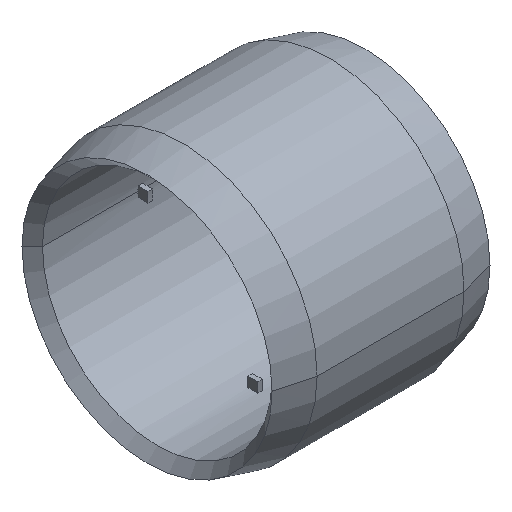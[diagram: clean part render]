
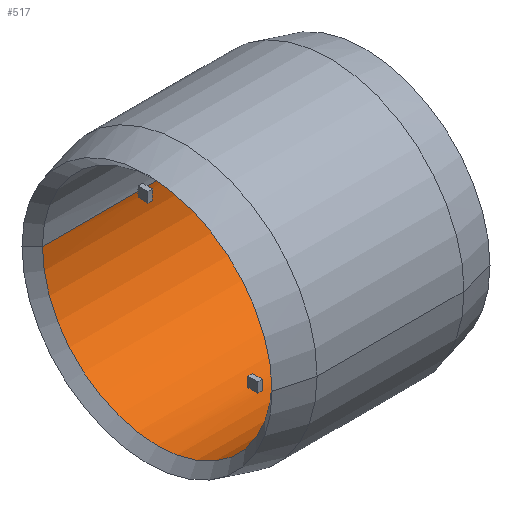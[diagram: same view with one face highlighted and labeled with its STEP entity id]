
A CAD part, isometric view. The second image highlights one B-rep face of the part: STEP entity #517.
In plain terms, the highlighted cylindrical face has radius 125 mm (diameter 250 mm), a partial arc.
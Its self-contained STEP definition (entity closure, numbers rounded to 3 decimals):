
#415 = VERTEX_POINT( '', #1117 );
#417 = EDGE_CURVE( '', #915, #705, #1119, .T. );
#455 = VERTEX_POINT( '', #1160 );
#481 = EDGE_CURVE( '', #493, #789, #1191, .T. );
#493 = VERTEX_POINT( '', #1204 );
#517 = ADVANCED_FACE( '', ( #1231, #1232 ), #1233, .F. );
#565 = EDGE_CURVE( '', #1007, #593, #1285, .T. );
#587 = VERTEX_POINT( '', #1310 );
#589 = EDGE_CURVE( '', #1007, #985, #1312, .T. );
#593 = VERTEX_POINT( '', #1316 );
#605 = VERTEX_POINT( '', #1328 );
#625 = EDGE_CURVE( '', #705, #593, #1353, .T. );
#637 = EDGE_CURVE( '', #455, #915, #1365, .T. );
#651 = VERTEX_POINT( '', #1379 );
#675 = EDGE_CURVE( '', #691, #493, #1405, .T. );
#685 = EDGE_CURVE( '', #605, #651, #1416, .T. );
#691 = VERTEX_POINT( '', #1423 );
#705 = VERTEX_POINT( '', #1437 );
#781 = EDGE_CURVE( '', #415, #985, #1525, .T. );
#787 = EDGE_CURVE( '', #919, #885, #1532, .T. );
#789 = VERTEX_POINT( '', #1534 );
#791 = EDGE_CURVE( '', #789, #1009, #1536, .T. );
#801 = EDGE_CURVE( '', #587, #605, #1547, .T. );
#885 = VERTEX_POINT( '', #1641 );
#909 = EDGE_CURVE( '', #415, #919, #1670, .T. );
#915 = VERTEX_POINT( '', #1677 );
#919 = VERTEX_POINT( '', #1681 );
#949 = EDGE_CURVE( '', #455, #587, #1714, .T. );
#985 = VERTEX_POINT( '', #1752 );
#987 = EDGE_CURVE( '', #885, #651, #1754, .T. );
#1007 = VERTEX_POINT( '', #1778 );
#1009 = VERTEX_POINT( '', #1780 );
#1031 = EDGE_CURVE( '', #1009, #691, #1803, .T. );
#1117 = CARTESIAN_POINT( '', ( -5., -125., 0. ) );
#1119 = LINE( '', #1898, #1899 );
#1160 = CARTESIAN_POINT( '', ( 0., 125., 0. ) );
#1191 = CIRCLE( '', #2028, 125. );
#1204 = CARTESIAN_POINT( '', ( -5., -5.375, -124.884 ) );
#1231 = FACE_OUTER_BOUND( '', #2097, .T. );
#1232 = FACE_BOUND( '', #2098, .T. );
#1233 = CYLINDRICAL_SURFACE( '', #2099, 125. );
#1285 = LINE( '', #2172, #2173 );
#1310 = CARTESIAN_POINT( '', ( 106., 125., 0. ) );
#1312 = CIRCLE( '', #2209, 125. );
#1316 = CARTESIAN_POINT( '', ( -5., 125., 0. ) );
#1328 = CARTESIAN_POINT( '', ( 106., -125., 0. ) );
#1353 = CIRCLE( '', #2331, 125. );
#1365 = CIRCLE( '', #2351, 125. );
#1379 = CARTESIAN_POINT( '', ( 0., -125., 0. ) );
#1405 = LINE( '', #2439, #2440 );
#1416 = LINE( '', #2455, #2456 );
#1423 = CARTESIAN_POINT( '', ( 0., -5.375, -124.884 ) );
#1437 = CARTESIAN_POINT( '', ( -5., 124.884, -5.375 ) );
#1525 = LINE( '', #2679, #2680 );
#1532 = LINE( '', #2690, #2691 );
#1534 = CARTESIAN_POINT( '', ( -5., 5.375, -124.884 ) );
#1536 = LINE( '', #2696, #2697 );
#1547 = CIRCLE( '', #2712, 125. );
#1641 = CARTESIAN_POINT( '', ( 0., -124.884, -5.375 ) );
#1670 = CIRCLE( '', #2899, 125. );
#1677 = CARTESIAN_POINT( '', ( 0., 124.884, -5.375 ) );
#1681 = CARTESIAN_POINT( '', ( -5., -124.884, -5.375 ) );
#1714 = LINE( '', #3013, #3014 );
#1752 = CARTESIAN_POINT( '', ( -109., -125., 0. ) );
#1754 = CIRCLE( '', #3156, 125. );
#1778 = CARTESIAN_POINT( '', ( -109., 125., 0. ) );
#1780 = CARTESIAN_POINT( '', ( 0., 5.375, -124.884 ) );
#1803 = CIRCLE( '', #3219, 125. );
#1898 = CARTESIAN_POINT( '', ( -2.5, 124.884, -5.375 ) );
#1899 = VECTOR( '', #3312, 1. );
#2028 = AXIS2_PLACEMENT_3D( '', #3405, #3406, #3407 );
#2097 = EDGE_LOOP( '', ( #3455, #3456, #3457, #3458, #3459, #3460, #3461, #3462, #3463, #3464, #3465, #3466 ) );
#2098 = EDGE_LOOP( '', ( #3467, #3468, #3469, #3470 ) );
#2099 = AXIS2_PLACEMENT_3D( '', #3471, #3472, #3473 );
#2172 = CARTESIAN_POINT( '', ( -1.5, 125., 0. ) );
#2173 = VECTOR( '', #3529, 1. );
#2209 = AXIS2_PLACEMENT_3D( '', #3555, #3556, #3557 );
#2331 = AXIS2_PLACEMENT_3D( '', #3597, #3598, #3599 );
#2351 = AXIS2_PLACEMENT_3D( '', #3606, #3607, #3608 );
#2439 = CARTESIAN_POINT( '', ( -2.5, -5.375, -124.884 ) );
#2440 = VECTOR( '', #3645, 1. );
#2455 = CARTESIAN_POINT( '', ( -1.5, -125., 0. ) );
#2456 = VECTOR( '', #3658, 1. );
#2679 = CARTESIAN_POINT( '', ( -1.5, -125., 0. ) );
#2680 = VECTOR( '', #3806, 1. );
#2690 = CARTESIAN_POINT( '', ( -2.5, -124.884, -5.375 ) );
#2691 = VECTOR( '', #3817, 1. );
#2696 = CARTESIAN_POINT( '', ( -2.5, 5.375, -124.884 ) );
#2697 = VECTOR( '', #3818, 1. );
#2712 = AXIS2_PLACEMENT_3D( '', #3831, #3832, #3833 );
#2899 = AXIS2_PLACEMENT_3D( '', #3990, #3991, #3992 );
#3013 = CARTESIAN_POINT( '', ( -1.5, 125., 0. ) );
#3014 = VECTOR( '', #4042, 1. );
#3156 = AXIS2_PLACEMENT_3D( '', #4071, #4072, #4073 );
#3219 = AXIS2_PLACEMENT_3D( '', #4143, #4144, #4145 );
#3312 = DIRECTION( '', ( -1., 0., 0. ) );
#3405 = CARTESIAN_POINT( '', ( -5., 0., 0. ) );
#3406 = DIRECTION( '', ( 1., 0., 0. ) );
#3407 = DIRECTION( '', ( 0., 1., 0. ) );
#3455 = ORIENTED_EDGE( '', *, *, #565, .F. );
#3456 = ORIENTED_EDGE( '', *, *, #589, .T. );
#3457 = ORIENTED_EDGE( '', *, *, #781, .F. );
#3458 = ORIENTED_EDGE( '', *, *, #909, .T. );
#3459 = ORIENTED_EDGE( '', *, *, #787, .T. );
#3460 = ORIENTED_EDGE( '', *, *, #987, .T. );
#3461 = ORIENTED_EDGE( '', *, *, #685, .F. );
#3462 = ORIENTED_EDGE( '', *, *, #801, .F. );
#3463 = ORIENTED_EDGE( '', *, *, #949, .F. );
#3464 = ORIENTED_EDGE( '', *, *, #637, .T. );
#3465 = ORIENTED_EDGE( '', *, *, #417, .T. );
#3466 = ORIENTED_EDGE( '', *, *, #625, .T. );
#3467 = ORIENTED_EDGE( '', *, *, #675, .T. );
#3468 = ORIENTED_EDGE( '', *, *, #481, .T. );
#3469 = ORIENTED_EDGE( '', *, *, #791, .T. );
#3470 = ORIENTED_EDGE( '', *, *, #1031, .T. );
#3471 = CARTESIAN_POINT( '', ( -1.5, 0., 0. ) );
#3472 = DIRECTION( '', ( 1., 0., 0. ) );
#3473 = DIRECTION( '', ( 0., 1., 0. ) );
#3529 = DIRECTION( '', ( 1., 0., 0. ) );
#3555 = CARTESIAN_POINT( '', ( -109., 0., 0. ) );
#3556 = DIRECTION( '', ( -1., 0., 0. ) );
#3557 = DIRECTION( '', ( 0., 1., 0. ) );
#3597 = CARTESIAN_POINT( '', ( -5., 0., 0. ) );
#3598 = DIRECTION( '', ( 1., 0., 0. ) );
#3599 = DIRECTION( '', ( 0., 1., 0. ) );
#3606 = CARTESIAN_POINT( '', ( 0., 0., 0. ) );
#3607 = DIRECTION( '', ( -1., 0., 0. ) );
#3608 = DIRECTION( '', ( 0., 1., 0. ) );
#3645 = DIRECTION( '', ( -1., 0., 0. ) );
#3658 = DIRECTION( '', ( -1., 0., 0. ) );
#3806 = DIRECTION( '', ( -1., 0., 0. ) );
#3817 = DIRECTION( '', ( 1., 0., 0. ) );
#3818 = DIRECTION( '', ( 1., 0., 0. ) );
#3831 = CARTESIAN_POINT( '', ( 106., 0., 0. ) );
#3832 = DIRECTION( '', ( -1., 0., 0. ) );
#3833 = DIRECTION( '', ( 0., 1., 0. ) );
#3990 = CARTESIAN_POINT( '', ( -5., 0., 0. ) );
#3991 = DIRECTION( '', ( 1., 0., 0. ) );
#3992 = DIRECTION( '', ( 0., 1., 0. ) );
#4042 = DIRECTION( '', ( 1., 0., 0. ) );
#4071 = CARTESIAN_POINT( '', ( 0., 0., 0. ) );
#4072 = DIRECTION( '', ( -1., 0., 0. ) );
#4073 = DIRECTION( '', ( 0., 1., 0. ) );
#4143 = CARTESIAN_POINT( '', ( 0., 0., 0. ) );
#4144 = DIRECTION( '', ( -1., 0., 0. ) );
#4145 = DIRECTION( '', ( 0., 1., 0. ) );
